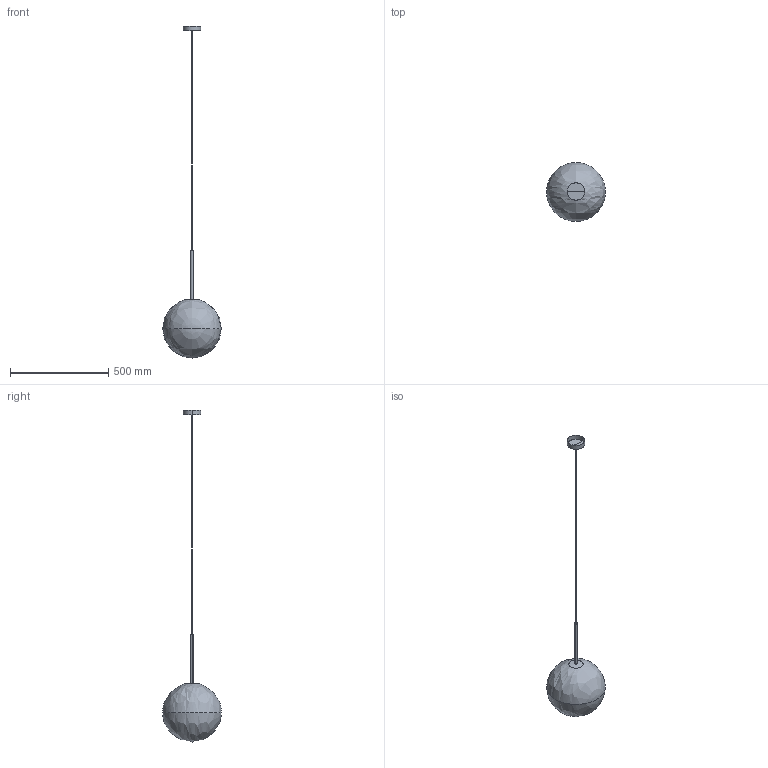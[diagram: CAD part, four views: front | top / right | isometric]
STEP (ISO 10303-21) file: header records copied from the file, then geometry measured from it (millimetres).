
FILE_DESCRIPTION(/* description */ (''),/* implementation_level */ '2;1');
FILE_NAME(/* name */ '1744.205_JUGEN',/* time_stamp */ '2023-01-18T18:15:12+01:00',/* author */ (''),/* organization */ (''),/* preprocessor_version */ 'ST-DEVELOPER v16.5',/* originating_system */ 'Rhino 7.15',/* authorisation */ '');
FILE_SCHEMA (('CONFIG_CONTROL_DESIGN'));
Length unit declared in the file: millimetre
Products named in the file (1): Document
Bounding box: 299.44 x 300 x 1691.48 mm (x, y, z)
Volume: 7892 mm3; surface area: 317900.5 mm2
Topology: 1 solids, 5 shells, 15 faces, 37 edges, 24 vertices
Faces by surface type: bspline 7, cylinder 6, plane 2
Entity records: 642 total; most frequent: CARTESIAN_POINT 354, ORIENTED_EDGE 48, EDGE_CURVE 28, VERTEX_POINT 19, EDGE_LOOP 16, DIRECTION 16, ADVANCED_FACE 15, FACE_OUTER_BOUND 15
